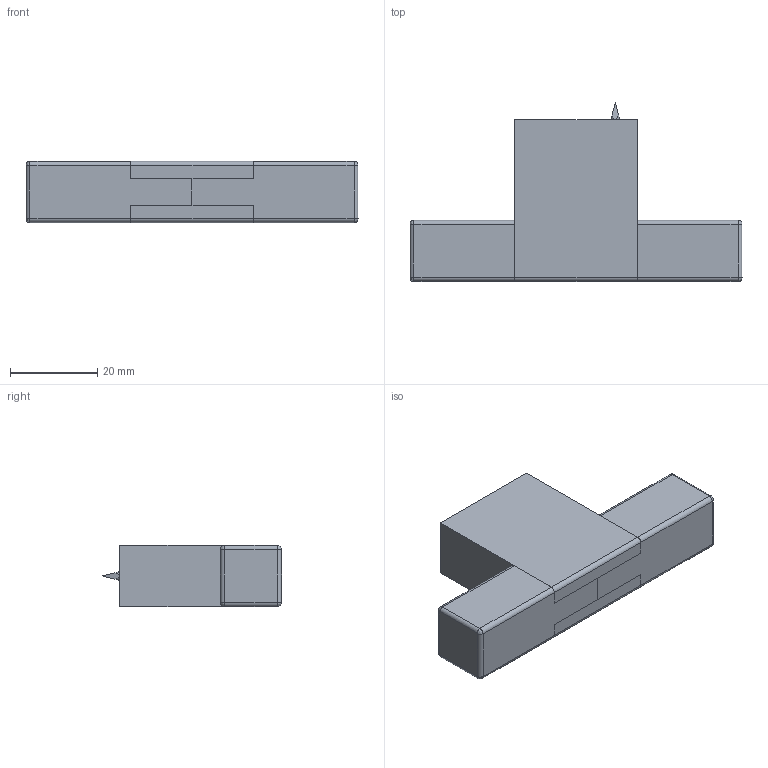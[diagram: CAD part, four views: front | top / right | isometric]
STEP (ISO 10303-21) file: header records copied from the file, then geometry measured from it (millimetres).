
FILE_DESCRIPTION(/* description */ (''),/* implementation_level */ '2;1');
FILE_NAME(/* name */ '0695_076_01.stp',/* time_stamp */ '2024-09-24T12:32:43+02:00',/* author */ ('mantolin'),/* organization */ (''),/* preprocessor_version */ 'ST-DEVELOPER v18.1',/* originating_system */ 'Autodesk Inventor 2022',/* authorisation */ '');
FILE_SCHEMA (('AUTOMOTIVE_DESIGN { 1 0 10303 214 3 1 1 }'));
Length unit declared in the file: millimetre
Products named in the file (5): 0695_050_00; 0695_MIDDLE FOOT_01; 0695_050_00_BAR ; Insert per fusta M4_10mm; Non Twisting pin 
Assembly tree (4 placements, depth 2):
  0695_050_00
    0695_MIDDLE FOOT_01
    0695_050_00_BAR 
    Insert per fusta M4_10mm
    Non Twisting pin 
Bounding box: 76 x 41 x 14 mm (x, y, z)
Volume: 23693.5 mm3; surface area: 9569.5 mm2
Topology: 4 solids, 4 shells, 128 faces, 296 edges, 190 vertices
Faces by surface type: plane 81, cylinder 38, bspline 8, cone 1
Full cylindrical faces by diameter (mm): 2 x2, 3.242 x1, 5.5 x2, 6 x1, 6.3 x3
Entity records: 3923 total; most frequent: CARTESIAN_POINT 687, DIRECTION 643, ORIENTED_EDGE 592, EDGE_CURVE 296, AXIS2_PLACEMENT_3D 218, LINE 207, VECTOR 207, VERTEX_POINT 190
